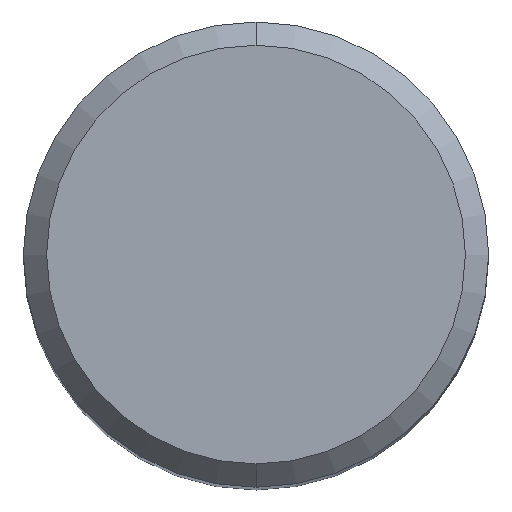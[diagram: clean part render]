
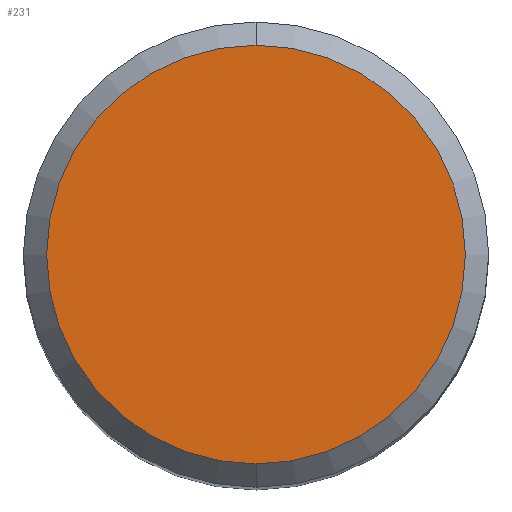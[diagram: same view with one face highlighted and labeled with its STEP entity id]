
A CAD part, top view. The second image highlights one B-rep face of the part: STEP entity #231.
In plain terms, the highlighted planar face has unit normal (0, 0, 1).
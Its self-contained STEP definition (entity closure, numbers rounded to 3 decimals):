
#207=VERTEX_POINT('',#513);
#231=ADVANCED_FACE('',(#539),#540,.T.);
#293=EDGE_CURVE('',#207,#399,#607,.T.);
#399=VERTEX_POINT('',#722);
#439=EDGE_CURVE('',#399,#207,#766,.T.);
#513=CARTESIAN_POINT('',(0.0,5.4,0.0));
#539=FACE_OUTER_BOUND('',#911,.T.);
#540=PLANE('',#912);
#607=CIRCLE('',#1063,5.4);
#722=CARTESIAN_POINT('',(0.,-5.4,0.0));
#766=CIRCLE('',#1455,5.4);
#911=EDGE_LOOP('',(#1582,#1583));
#912=AXIS2_PLACEMENT_3D('',#1584,#1585,#1586);
#1063=AXIS2_PLACEMENT_3D('',#1652,#1653,#1654);
#1455=AXIS2_PLACEMENT_3D('',#1806,#1807,#1808);
#1582=ORIENTED_EDGE('',*,*,#293,.F.);
#1583=ORIENTED_EDGE('',*,*,#439,.F.);
#1584=CARTESIAN_POINT('',(0.0,2.7,0.0));
#1585=DIRECTION('',(-0.0,0.0,1.0));
#1586=DIRECTION('',(0.0,-1.0,0.0));
#1652=CARTESIAN_POINT('',(0.0,0.0,0.0));
#1653=DIRECTION('',(0.0,0.0,-1.0));
#1654=DIRECTION('',(0.0,1.0,0.0));
#1806=CARTESIAN_POINT('',(0.0,0.0,0.0));
#1807=DIRECTION('',(0.0,0.0,-1.0));
#1808=DIRECTION('',(0.0,1.0,0.0));
